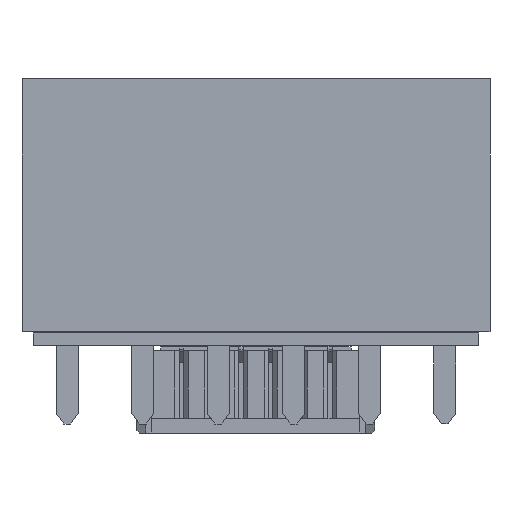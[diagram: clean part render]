
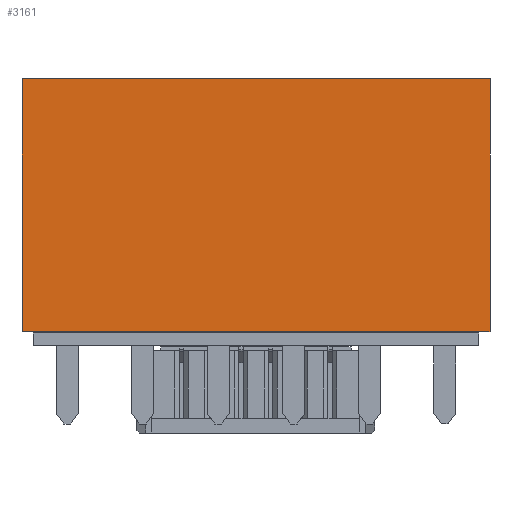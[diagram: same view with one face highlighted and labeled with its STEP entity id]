
A CAD part, left-side view. The second image highlights one B-rep face of the part: STEP entity #3161.
In plain terms, the highlighted face is planar.
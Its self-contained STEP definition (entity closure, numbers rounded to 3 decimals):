
#3161 = ADVANCED_FACE('',(#3162),#3196,.F.);
#3162 = FACE_BOUND('',#3163,.T.);
#3163 = EDGE_LOOP('',(#3164,#3174,#3182,#3190));
#3164 = ORIENTED_EDGE('',*,*,#3165,.F.);
#3165 = EDGE_CURVE('',#3166,#3168,#3170,.T.);
#3166 = VERTEX_POINT('',#3167);
#3167 = CARTESIAN_POINT('',(7.87,1.25,4.25));
#3168 = VERTEX_POINT('',#3169);
#3169 = CARTESIAN_POINT('',(-7.87,1.25,4.25));
#3170 = LINE('',#3171,#3172);
#3171 = CARTESIAN_POINT('',(7.87,1.25,4.25));
#3172 = VECTOR('',#3173,1.);
#3173 = DIRECTION('',(-1.,0.,0.));
#3174 = ORIENTED_EDGE('',*,*,#3175,.F.);
#3175 = EDGE_CURVE('',#3176,#3166,#3178,.T.);
#3176 = VERTEX_POINT('',#3177);
#3177 = CARTESIAN_POINT('',(7.87,1.25,-4.25));
#3178 = LINE('',#3179,#3180);
#3179 = CARTESIAN_POINT('',(7.87,1.25,-4.25));
#3180 = VECTOR('',#3181,1.);
#3181 = DIRECTION('',(0.,0.,1.));
#3182 = ORIENTED_EDGE('',*,*,#3183,.F.);
#3183 = EDGE_CURVE('',#3184,#3176,#3186,.T.);
#3184 = VERTEX_POINT('',#3185);
#3185 = CARTESIAN_POINT('',(-7.87,1.25,-4.25));
#3186 = LINE('',#3187,#3188);
#3187 = CARTESIAN_POINT('',(-7.87,1.25,-4.25));
#3188 = VECTOR('',#3189,1.);
#3189 = DIRECTION('',(1.,0.,0.));
#3190 = ORIENTED_EDGE('',*,*,#3191,.F.);
#3191 = EDGE_CURVE('',#3168,#3184,#3192,.T.);
#3192 = LINE('',#3193,#3194);
#3193 = CARTESIAN_POINT('',(-7.87,1.25,4.25));
#3194 = VECTOR('',#3195,1.);
#3195 = DIRECTION('',(0.,0.,-1.));
#3196 = PLANE('',#3197);
#3197 = AXIS2_PLACEMENT_3D('',#3198,#3199,#3200);
#3198 = CARTESIAN_POINT('',(0.,1.25,0.));
#3199 = DIRECTION('',(0.,-1.,0.));
#3200 = DIRECTION('',(0.,0.,-1.));
